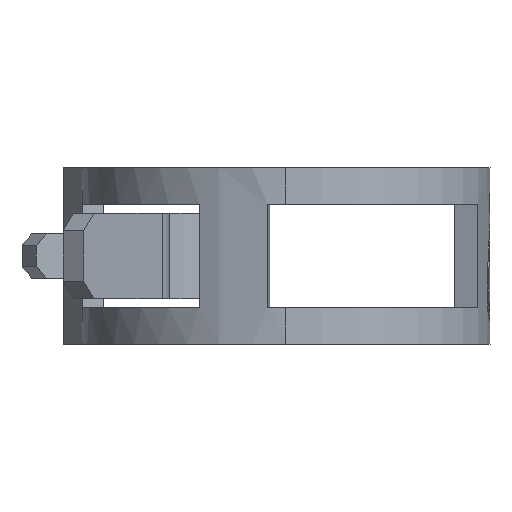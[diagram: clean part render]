
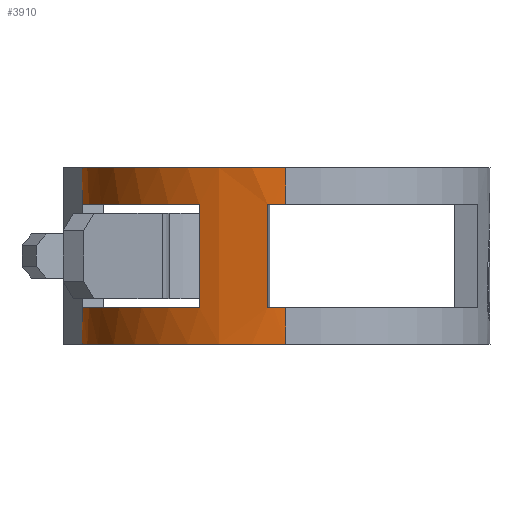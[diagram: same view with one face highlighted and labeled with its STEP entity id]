
A CAD part, left-side view. The second image highlights one B-rep face of the part: STEP entity #3910.
In plain terms, the highlighted cylindrical face has radius 13.85 mm (diameter 27.7 mm), a partial arc.
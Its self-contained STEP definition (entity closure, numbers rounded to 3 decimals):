
#63 = VERTEX_POINT ( 'NONE', #2264 ) ;
#90 = VECTOR ( 'NONE', #5758, 1000. ) ;
#121 = CARTESIAN_POINT ( 'NONE',  ( 0., 0., -3.5 ) ) ;
#165 = EDGE_CURVE ( 'NONE', #2318, #2619, #4338, .T. ) ;
#231 = DIRECTION ( 'NONE',  ( 0., 0., -1. ) ) ;
#437 = CARTESIAN_POINT ( 'NONE',  ( -13.794, 1.244, 3.5 ) ) ;
#477 = CARTESIAN_POINT ( 'NONE',  ( 9.685, 9.9, 6. ) ) ;
#482 = VECTOR ( 'NONE', #231, 1000. ) ;
#486 = CARTESIAN_POINT ( 'NONE',  ( 0., 0., -6. ) ) ;
#555 = CARTESIAN_POINT ( 'NONE',  ( -13.85, 0., 6. ) ) ;
#566 = ORIENTED_EDGE ( 'NONE', *, *, #2678, .T. ) ;
#570 = DIRECTION ( 'NONE',  ( 0., 0., -1. ) ) ;
#611 = ORIENTED_EDGE ( 'NONE', *, *, #3215, .T. ) ;
#770 = CARTESIAN_POINT ( 'NONE',  ( -13.85, 0., -6. ) ) ;
#774 = CARTESIAN_POINT ( 'NONE',  ( 0., 0., 3.5 ) ) ;
#814 = VERTEX_POINT ( 'NONE', #1640 ) ;
#903 = VERTEX_POINT ( 'NONE', #3824 ) ;
#912 = ORIENTED_EDGE ( 'NONE', *, *, #5142, .F. ) ;
#941 = LINE ( 'NONE', #1055, #5437 ) ;
#952 = CARTESIAN_POINT ( 'NONE',  ( 0., 0., 6. ) ) ;
#955 = CARTESIAN_POINT ( 'NONE',  ( -13.85, 0., 6. ) ) ;
#997 = CARTESIAN_POINT ( 'NONE',  ( -13.85, 0., 6. ) ) ;
#1055 = CARTESIAN_POINT ( 'NONE',  ( -12.537, 5.887, 6. ) ) ;
#1132 = CARTESIAN_POINT ( 'NONE',  ( -13.85, 0., 3.5 ) ) ;
#1378 = AXIS2_PLACEMENT_3D ( 'NONE', #121, #1532, #2502 ) ;
#1393 = AXIS2_PLACEMENT_3D ( 'NONE', #774, #4656, #2771 ) ;
#1420 = ORIENTED_EDGE ( 'NONE', *, *, #3906, .F. ) ;
#1426 = FACE_OUTER_BOUND ( 'NONE', #2703, .T. ) ;
#1445 = DIRECTION ( 'NONE',  ( 0., 0., 1. ) ) ;
#1510 = LINE ( 'NONE', #477, #6146 ) ;
#1532 = DIRECTION ( 'NONE',  ( 0., 0., 1. ) ) ;
#1552 = DIRECTION ( 'NONE',  ( 0., 0., 1. ) ) ;
#1579 = DIRECTION ( 'NONE',  ( 1., 0., 0. ) ) ;
#1640 = CARTESIAN_POINT ( 'NONE',  ( 9.685, 9.9, 3.5 ) ) ;
#1827 = DIRECTION ( 'NONE',  ( 1., 0., 0. ) ) ;
#1888 = DIRECTION ( 'NONE',  ( 0., 0., 1. ) ) ;
#1893 = CIRCLE ( 'NONE', #1393, 13.85 ) ;
#1948 = CARTESIAN_POINT ( 'NONE',  ( 0., 0., -3.5 ) ) ;
#2069 = CIRCLE ( 'NONE', #3759, 13.85 ) ;
#2172 = CARTESIAN_POINT ( 'NONE',  ( 9.685, 9.9, 6. ) ) ;
#2178 = CIRCLE ( 'NONE', #3874, 13.85 ) ;
#2191 = ORIENTED_EDGE ( 'NONE', *, *, #4201, .F. ) ;
#2264 = CARTESIAN_POINT ( 'NONE',  ( 9.685, 9.9, -3.5 ) ) ;
#2298 = CARTESIAN_POINT ( 'NONE',  ( 0., 0., 6. ) ) ;
#2318 = VERTEX_POINT ( 'NONE', #555 ) ;
#2486 = DIRECTION ( 'NONE',  ( 0., 0., -1. ) ) ;
#2502 = DIRECTION ( 'NONE',  ( 1., 0., 0. ) ) ;
#2619 = VERTEX_POINT ( 'NONE', #1132 ) ;
#2627 = CARTESIAN_POINT ( 'NONE',  ( -12.537, 5.887, 3.5 ) ) ;
#2653 = CIRCLE ( 'NONE', #3154, 13.85 ) ;
#2678 = EDGE_CURVE ( 'NONE', #903, #3174, #2653, .T. ) ;
#2703 = EDGE_LOOP ( 'NONE', ( #6107, #5498, #611, #6078, #3549, #2191, #4729, #566, #3809, #912, #1420, #3429 ) ) ;
#2771 = DIRECTION ( 'NONE',  ( 1., 0., 0. ) ) ;
#2836 = CARTESIAN_POINT ( 'NONE',  ( -12.537, 5.887, -3.5 ) ) ;
#2850 = CARTESIAN_POINT ( 'NONE',  ( 0., 0., 3.5 ) ) ;
#2977 = VERTEX_POINT ( 'NONE', #437 ) ;
#3012 = VERTEX_POINT ( 'NONE', #3886 ) ;
#3154 = AXIS2_PLACEMENT_3D ( 'NONE', #486, #1552, #1579 ) ;
#3174 = VERTEX_POINT ( 'NONE', #770 ) ;
#3195 = DIRECTION ( 'NONE',  ( 0., 0., -1. ) ) ;
#3215 = EDGE_CURVE ( 'NONE', #5318, #814, #3567, .T. ) ;
#3229 = CARTESIAN_POINT ( 'NONE',  ( -13.794, 1.244, 6. ) ) ;
#3324 = CYLINDRICAL_SURFACE ( 'NONE', #4353, 13.85 ) ;
#3379 = DIRECTION ( 'NONE',  ( 0., 0., 1. ) ) ;
#3429 = ORIENTED_EDGE ( 'NONE', *, *, #5667, .T. ) ;
#3460 = VECTOR ( 'NONE', #3656, 1000. ) ;
#3549 = ORIENTED_EDGE ( 'NONE', *, *, #4096, .F. ) ;
#3567 = LINE ( 'NONE', #2172, #482 ) ;
#3656 = DIRECTION ( 'NONE',  ( 0., 0., -1. ) ) ;
#3759 = AXIS2_PLACEMENT_3D ( 'NONE', #2298, #4184, #1827 ) ;
#3769 = AXIS2_PLACEMENT_3D ( 'NONE', #1948, #3379, #3833 ) ;
#3809 = ORIENTED_EDGE ( 'NONE', *, *, #4750, .F. ) ;
#3824 = CARTESIAN_POINT ( 'NONE',  ( 9.685, 9.9, -6. ) ) ;
#3833 = DIRECTION ( 'NONE',  ( 1., 0., 0. ) ) ;
#3848 = VECTOR ( 'NONE', #2486, 1000. ) ;
#3853 = LINE ( 'NONE', #997, #90 ) ;
#3874 = AXIS2_PLACEMENT_3D ( 'NONE', #2850, #1888, #5609 ) ;
#3886 = CARTESIAN_POINT ( 'NONE',  ( -13.85, 0., -3.5 ) ) ;
#3906 = EDGE_CURVE ( 'NONE', #2977, #4103, #5551, .T. ) ;
#3910 = ADVANCED_FACE ( 'NONE', ( #1426 ), #3324, .T. ) ;
#3937 = EDGE_CURVE ( 'NONE', #5318, #2318, #2069, .T. ) ;
#4048 = CIRCLE ( 'NONE', #1378, 13.85 ) ;
#4096 = EDGE_CURVE ( 'NONE', #5488, #5257, #941, .T. ) ;
#4103 = VERTEX_POINT ( 'NONE', #5313 ) ;
#4125 = CARTESIAN_POINT ( 'NONE',  ( 9.685, 9.9, 6. ) ) ;
#4135 = EDGE_CURVE ( 'NONE', #63, #903, #1510, .T. ) ;
#4184 = DIRECTION ( 'NONE',  ( 0., 0., 1. ) ) ;
#4201 = EDGE_CURVE ( 'NONE', #63, #5488, #4048, .T. ) ;
#4338 = LINE ( 'NONE', #955, #3848 ) ;
#4353 = AXIS2_PLACEMENT_3D ( 'NONE', #952, #3195, #5585 ) ;
#4656 = DIRECTION ( 'NONE',  ( 0., 0., 1. ) ) ;
#4729 = ORIENTED_EDGE ( 'NONE', *, *, #4135, .T. ) ;
#4750 = EDGE_CURVE ( 'NONE', #3012, #3174, #3853, .T. ) ;
#5142 = EDGE_CURVE ( 'NONE', #4103, #3012, #5658, .T. ) ;
#5257 = VERTEX_POINT ( 'NONE', #2627 ) ;
#5296 = EDGE_CURVE ( 'NONE', #814, #5257, #1893, .T. ) ;
#5313 = CARTESIAN_POINT ( 'NONE',  ( -13.794, 1.244, -3.5 ) ) ;
#5318 = VERTEX_POINT ( 'NONE', #4125 ) ;
#5437 = VECTOR ( 'NONE', #1445, 1000. ) ;
#5488 = VERTEX_POINT ( 'NONE', #2836 ) ;
#5498 = ORIENTED_EDGE ( 'NONE', *, *, #3937, .F. ) ;
#5551 = LINE ( 'NONE', #3229, #3460 ) ;
#5585 = DIRECTION ( 'NONE',  ( -1., 0., 0. ) ) ;
#5609 = DIRECTION ( 'NONE',  ( 1., 0., 0. ) ) ;
#5658 = CIRCLE ( 'NONE', #3769, 13.85 ) ;
#5667 = EDGE_CURVE ( 'NONE', #2977, #2619, #2178, .T. ) ;
#5758 = DIRECTION ( 'NONE',  ( 0., 0., -1. ) ) ;
#6078 = ORIENTED_EDGE ( 'NONE', *, *, #5296, .T. ) ;
#6107 = ORIENTED_EDGE ( 'NONE', *, *, #165, .F. ) ;
#6146 = VECTOR ( 'NONE', #570, 1000. ) ;
